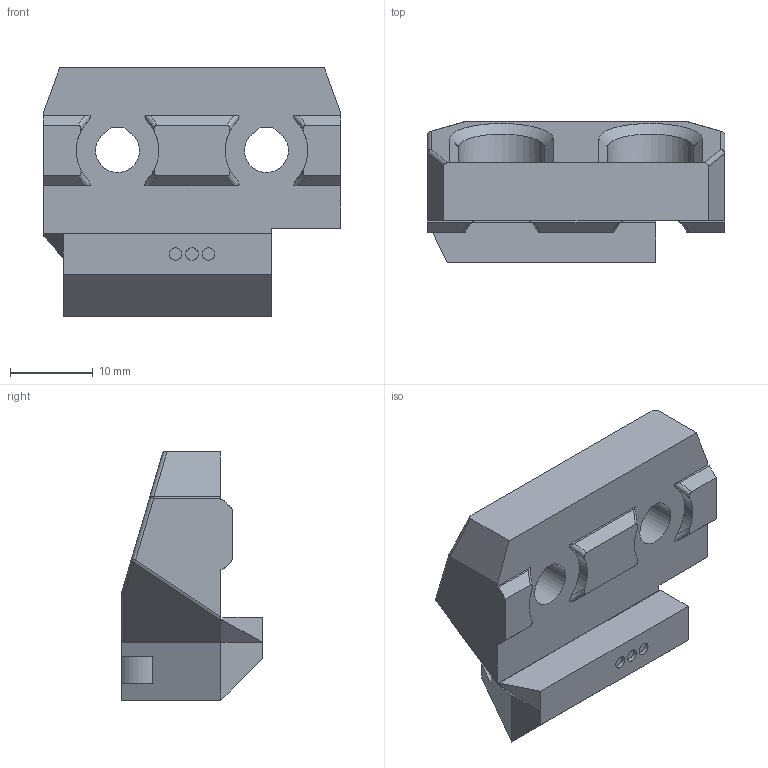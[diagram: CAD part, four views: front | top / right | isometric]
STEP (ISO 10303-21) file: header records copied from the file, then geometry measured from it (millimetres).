
FILE_DESCRIPTION(/* description */ (''),/* implementation_level */ '2;1');
FILE_NAME(/* name */ 'MB-Z10.y-axis.MB-y-rod-holder-rear-right.step',/* time_stamp */ '2023-03-27T17:12:31+02:00',/* author */ (''),/* organization */ (''),/* preprocessor_version */ 'ST-DEVELOPER v19.2',/* originating_system */ 'Autodesk Translation Framework v11.17.0.187',/* authorisation */ '');
FILE_SCHEMA (('AUTOMOTIVE_DESIGN { 1 0 10303 214 3 1 1 }'));
Length unit declared in the file: millimetre
Products named in the file (1): MB-y-rod-holder-rear-right
Bounding box: 36 x 17 x 30 mm (x, y, z)
Volume: 9024.1 mm3; surface area: 4195 mm2
Topology: 1 solids, 11 shells, 186 faces, 466 edges, 303 vertices
Faces by surface type: plane 128, cylinder 39, bspline 14, sphere 4, cone 1
Full cylindrical faces by diameter (mm): 1.5 x3
Entity records: 6224 total; most frequent: CARTESIAN_POINT 1736, ORIENTED_EDGE 932, DIRECTION 886, EDGE_CURVE 466, LINE 332, VECTOR 332, VERTEX_POINT 303, AXIS2_PLACEMENT_3D 277
